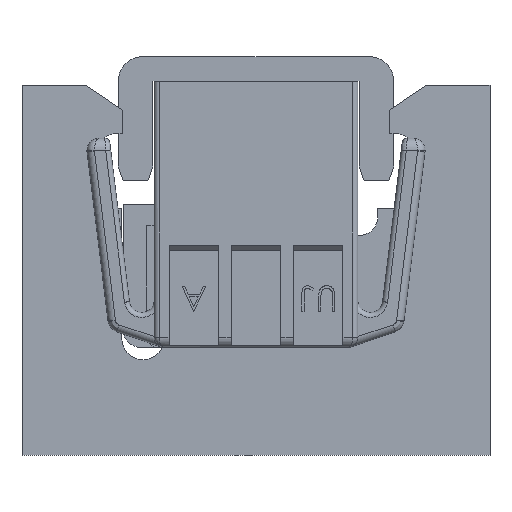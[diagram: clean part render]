
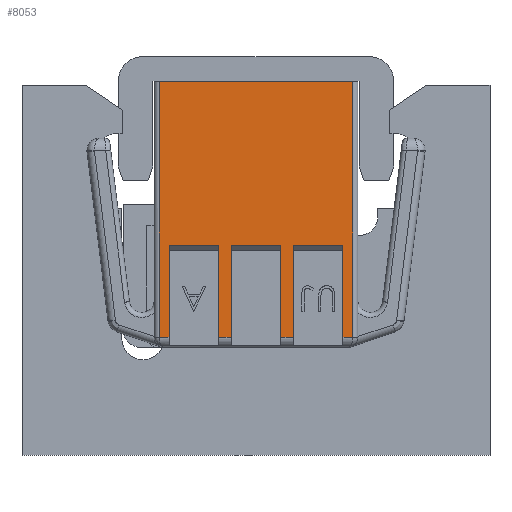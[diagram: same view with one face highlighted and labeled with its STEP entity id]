
A CAD part, front view. The second image highlights one B-rep face of the part: STEP entity #8053.
In plain terms, the highlighted planar face has unit normal (0, -1, 0).
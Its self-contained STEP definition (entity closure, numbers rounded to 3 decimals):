
#2046=DIRECTION('',(1.,0.,0.));
#2047=VECTOR('',#2046,7.8);
#2048=CARTESIAN_POINT('',(-0.15,-6.04,0.));
#2049=LINE('',#2048,#2047);
#2050=DIRECTION('',(-1.,0.,0.));
#2051=VECTOR('',#2050,2.);
#2052=CARTESIAN_POINT('',(7.25,-6.04,-6.6));
#2053=LINE('',#2052,#2051);
#2054=DIRECTION('',(0.,0.,-1.));
#2055=VECTOR('',#2054,3.7);
#2056=CARTESIAN_POINT('',(5.25,-6.04,-6.6));
#2057=LINE('',#2056,#2055);
#2058=DIRECTION('',(-1.,0.,0.));
#2059=VECTOR('',#2058,2.);
#2060=CARTESIAN_POINT('',(4.75,-6.04,-6.6));
#2061=LINE('',#2060,#2059);
#2062=DIRECTION('',(0.,0.,-1.));
#2063=VECTOR('',#2062,3.7);
#2064=CARTESIAN_POINT('',(2.75,-6.04,-6.6));
#2065=LINE('',#2064,#2063);
#2066=DIRECTION('',(-1.,0.,0.));
#2067=VECTOR('',#2066,2.);
#2068=CARTESIAN_POINT('',(2.25,-6.04,-6.6));
#2069=LINE('',#2068,#2067);
#2070=DIRECTION('',(0.,0.,-1.));
#2071=VECTOR('',#2070,3.7);
#2072=CARTESIAN_POINT('',(0.25,-6.04,-6.6));
#2073=LINE('',#2072,#2071);
#2074=DIRECTION('',(0.,0.,-1.));
#2075=VECTOR('',#2074,10.3);
#2076=CARTESIAN_POINT('',(-0.15,-6.04,0.));
#2077=LINE('',#2076,#2075);
#2315=DIRECTION('',(1.,0.,0.));
#2316=VECTOR('',#2315,0.4);
#2317=CARTESIAN_POINT('',(-0.15,-6.04,-10.3));
#2318=LINE('',#2317,#2316);
#2323=DIRECTION('',(1.,0.,0.));
#2324=VECTOR('',#2323,0.5);
#2325=CARTESIAN_POINT('',(2.25,-6.04,-10.3));
#2326=LINE('',#2325,#2324);
#2331=DIRECTION('',(1.,0.,0.));
#2332=VECTOR('',#2331,0.5);
#2333=CARTESIAN_POINT('',(4.75,-6.04,-10.3));
#2334=LINE('',#2333,#2332);
#2339=DIRECTION('',(1.,0.,0.));
#2340=VECTOR('',#2339,0.4);
#2341=CARTESIAN_POINT('',(7.25,-6.04,-10.3));
#2342=LINE('',#2341,#2340);
#4023=DIRECTION('',(0.,0.,1.));
#4024=VECTOR('',#4023,10.3);
#4025=CARTESIAN_POINT('',(7.65,-6.04,-10.3));
#4026=LINE('',#4025,#4024);
#6298=DIRECTION('',(0.,0.,-1.));
#6299=VECTOR('',#6298,3.7);
#6300=CARTESIAN_POINT('',(2.25,-6.04,-6.6));
#6301=LINE('',#6300,#6299);
#6464=DIRECTION('',(0.,0.,-1.));
#6465=VECTOR('',#6464,3.7);
#6466=CARTESIAN_POINT('',(4.75,-6.04,-6.6));
#6467=LINE('',#6466,#6465);
#6485=DIRECTION('',(0.,0.,-1.));
#6486=VECTOR('',#6485,3.7);
#6487=CARTESIAN_POINT('',(7.25,-6.04,-6.6));
#6488=LINE('',#6487,#6486);
#6883=CARTESIAN_POINT('',(5.25,-6.04,-6.6));
#6884=CARTESIAN_POINT('',(5.25,-6.04,-10.3));
#6885=VERTEX_POINT('',#6883);
#6886=VERTEX_POINT('',#6884);
#6887=CARTESIAN_POINT('',(-0.15,-6.04,0.));
#6888=CARTESIAN_POINT('',(-0.15,-6.04,-10.3));
#6889=VERTEX_POINT('',#6887);
#6890=VERTEX_POINT('',#6888);
#6891=CARTESIAN_POINT('',(7.65,-6.04,0.));
#6892=VERTEX_POINT('',#6891);
#6893=CARTESIAN_POINT('',(7.65,-6.04,-10.3));
#6894=VERTEX_POINT('',#6893);
#6895=CARTESIAN_POINT('',(7.25,-6.04,-10.3));
#6896=VERTEX_POINT('',#6895);
#6897=CARTESIAN_POINT('',(7.25,-6.04,-6.6));
#6898=VERTEX_POINT('',#6897);
#6899=CARTESIAN_POINT('',(4.75,-6.04,-10.3));
#6900=VERTEX_POINT('',#6899);
#6901=CARTESIAN_POINT('',(4.75,-6.04,-6.6));
#6902=VERTEX_POINT('',#6901);
#6903=CARTESIAN_POINT('',(2.75,-6.04,-6.6));
#6904=VERTEX_POINT('',#6903);
#6905=CARTESIAN_POINT('',(2.75,-6.04,-10.3));
#6906=VERTEX_POINT('',#6905);
#6907=CARTESIAN_POINT('',(2.25,-6.04,-10.3));
#6908=VERTEX_POINT('',#6907);
#6909=CARTESIAN_POINT('',(2.25,-6.04,-6.6));
#6910=VERTEX_POINT('',#6909);
#6911=CARTESIAN_POINT('',(0.25,-6.04,-6.6));
#6912=VERTEX_POINT('',#6911);
#6913=CARTESIAN_POINT('',(0.25,-6.04,-10.3));
#6914=VERTEX_POINT('',#6913);
#8015=CARTESIAN_POINT('',(0.,-6.04,-10.7));
#8016=DIRECTION('',(0.,-1.,0.));
#8017=DIRECTION('',(0.,0.,-1.));
#8018=AXIS2_PLACEMENT_3D('',#8015,#8016,#8017);
#8019=PLANE('',#8018);
#8021=ORIENTED_EDGE('',*,*,#8020,.F.);
#8023=ORIENTED_EDGE('',*,*,#8022,.T.);
#8025=ORIENTED_EDGE('',*,*,#8024,.F.);
#8027=ORIENTED_EDGE('',*,*,#8026,.F.);
#8029=ORIENTED_EDGE('',*,*,#8028,.F.);
#8031=ORIENTED_EDGE('',*,*,#8030,.T.);
#8032=ORIENTED_EDGE('',*,*,#8005,.T.);
#8034=ORIENTED_EDGE('',*,*,#8033,.F.);
#8036=ORIENTED_EDGE('',*,*,#8035,.F.);
#8038=ORIENTED_EDGE('',*,*,#8037,.T.);
#8040=ORIENTED_EDGE('',*,*,#8039,.T.);
#8042=ORIENTED_EDGE('',*,*,#8041,.F.);
#8044=ORIENTED_EDGE('',*,*,#8043,.F.);
#8046=ORIENTED_EDGE('',*,*,#8045,.T.);
#8048=ORIENTED_EDGE('',*,*,#8047,.T.);
#8050=ORIENTED_EDGE('',*,*,#8049,.F.);
#8051=EDGE_LOOP('',(#8021,#8023,#8025,#8027,#8029,#8031,#8032,#8034,#8036,#8038,
#8040,#8042,#8044,#8046,#8048,#8050));
#8052=FACE_OUTER_BOUND('',#8051,.F.);
#8053=ADVANCED_FACE('',(#8052),#8019,.T.);
#8005=EDGE_CURVE('',#6885,#6886,#2057,.T.);
#8020=EDGE_CURVE('',#6889,#6890,#2077,.T.);
#8022=EDGE_CURVE('',#6889,#6892,#2049,.T.);
#8024=EDGE_CURVE('',#6894,#6892,#4026,.T.);
#8026=EDGE_CURVE('',#6896,#6894,#2342,.T.);
#8028=EDGE_CURVE('',#6898,#6896,#6488,.T.);
#8030=EDGE_CURVE('',#6898,#6885,#2053,.T.);
#8033=EDGE_CURVE('',#6900,#6886,#2334,.T.);
#8035=EDGE_CURVE('',#6902,#6900,#6467,.T.);
#8037=EDGE_CURVE('',#6902,#6904,#2061,.T.);
#8039=EDGE_CURVE('',#6904,#6906,#2065,.T.);
#8041=EDGE_CURVE('',#6908,#6906,#2326,.T.);
#8043=EDGE_CURVE('',#6910,#6908,#6301,.T.);
#8045=EDGE_CURVE('',#6910,#6912,#2069,.T.);
#8047=EDGE_CURVE('',#6912,#6914,#2073,.T.);
#8049=EDGE_CURVE('',#6890,#6914,#2318,.T.);
